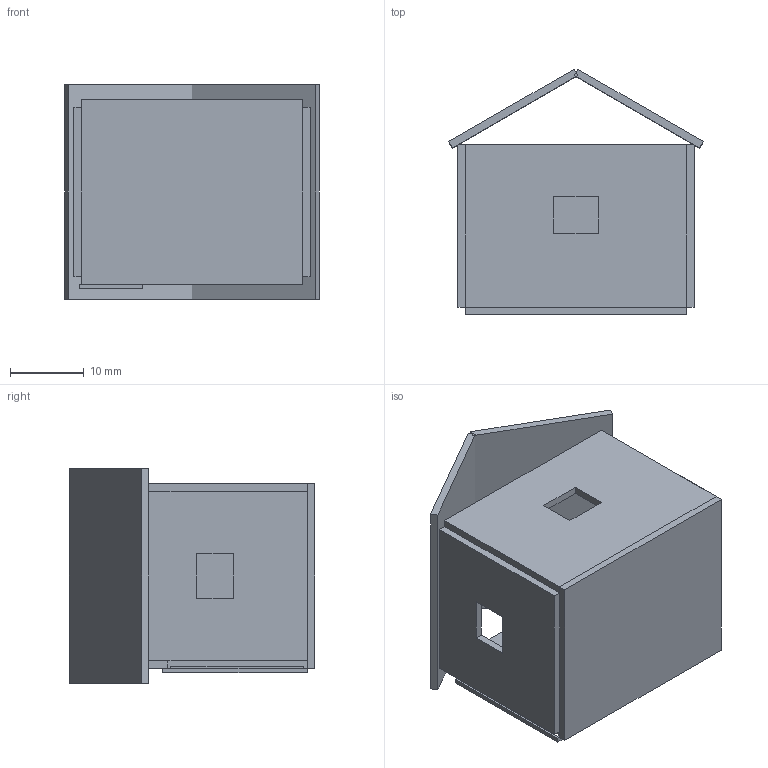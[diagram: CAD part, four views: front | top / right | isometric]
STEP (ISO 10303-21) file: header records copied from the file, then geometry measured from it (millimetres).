
FILE_DESCRIPTION(('Open CASCADE Model'),'2;1');
FILE_NAME('Open CASCADE Shape Model','2025-12-10T18:06:29',('Author'),( 'Open CASCADE'),'Open CASCADE STEP processor 7.8','build123d', 'Unknown');
FILE_SCHEMA(('AUTOMOTIVE_DESIGN { 1 0 10303 214 1 1 1 1 }'));
Length unit declared in the file: millimetre
Products named in the file (2): =>[0:1:1:2]; COMPOUND
Assembly tree (1 placements, depth 2):
  =>[0:1:1:2]
    COMPOUND
Bounding box: 34.5 x 33.25 x 29 mm (x, y, z)
Volume: 4056.3 mm3; surface area: 9119.9 mm2
Topology: 9 solids, 9 shells, 68 faces, 150 edges, 100 vertices
Faces by surface type: plane 68
Entity records: 3772 total; most frequent: CARTESIAN_POINT 656, DIRECTION 554, LINE 414, VECTOR 414, ORIENTED_EDGE 300, PCURVE 300, DEFINITIONAL_REPRESENTATION 300, EDGE_CURVE 150
